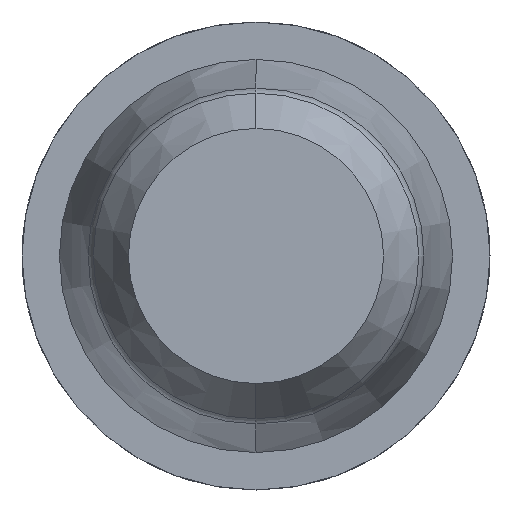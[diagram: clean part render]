
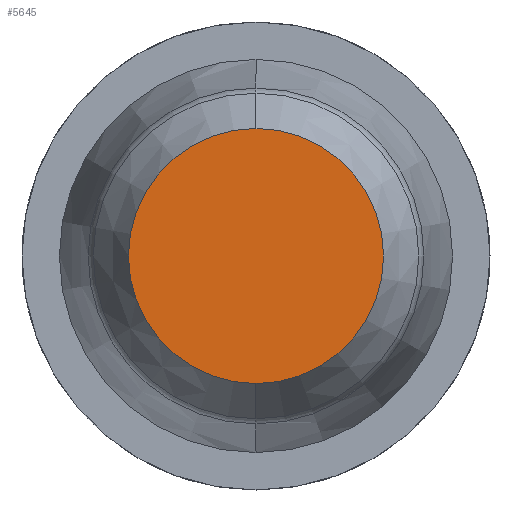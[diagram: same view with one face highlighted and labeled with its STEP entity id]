
A CAD part, front view. The second image highlights one B-rep face of the part: STEP entity #5645.
In plain terms, the highlighted planar face has unit normal (0, -1, 0).
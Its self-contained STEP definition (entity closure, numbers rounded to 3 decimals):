
#531 = VERTEX_POINT ( 'NONE', #900 ) ;
#632 = CARTESIAN_POINT ( 'NONE',  ( 0., -30.5, 0. ) ) ;
#900 = CARTESIAN_POINT ( 'NONE',  ( 0., -30.5, 0.627 ) ) ;
#912 = DIRECTION ( 'NONE',  ( 0., 0., 1. ) ) ;
#1063 = CARTESIAN_POINT ( 'NONE',  ( 0., -30.5, 0. ) ) ;
#1889 = DIRECTION ( 'NONE',  ( 0., 1., 0. ) ) ;
#1934 = CIRCLE ( 'NONE', #5277, 0.627 ) ;
#2309 = FACE_OUTER_BOUND ( 'NONE', #5023, .T. ) ;
#2483 = VERTEX_POINT ( 'NONE', #3367 ) ;
#2938 = AXIS2_PLACEMENT_3D ( 'NONE', #1063, #4438, #3942 ) ;
#3035 = ORIENTED_EDGE ( 'NONE', *, *, #4242, .F. ) ;
#3272 = PLANE ( 'NONE',  #5128 ) ;
#3367 = CARTESIAN_POINT ( 'NONE',  ( 0., -30.5, -0.627 ) ) ;
#3942 = DIRECTION ( 'NONE',  ( 0., 0., 1. ) ) ;
#4242 = EDGE_CURVE ( 'NONE', #531, #2483, #1934, .T. ) ;
#4421 = DIRECTION ( 'NONE',  ( 0., 0., 1. ) ) ;
#4438 = DIRECTION ( 'NONE',  ( 0., 1., 0. ) ) ;
#4574 = CIRCLE ( 'NONE', #2938, 0.627 ) ;
#5023 = EDGE_LOOP ( 'NONE', ( #3035, #5279 ) ) ;
#5128 = AXIS2_PLACEMENT_3D ( 'NONE', #5185, #1889, #912 ) ;
#5185 = CARTESIAN_POINT ( 'NONE',  ( 0., -30.5, 0. ) ) ;
#5277 = AXIS2_PLACEMENT_3D ( 'NONE', #632, #5805, #4421 ) ;
#5279 = ORIENTED_EDGE ( 'NONE', *, *, #5327, .F. ) ;
#5327 = EDGE_CURVE ( 'NONE', #2483, #531, #4574, .T. ) ;
#5645 = ADVANCED_FACE ( 'NONE', ( #2309 ), #3272, .F. ) ;
#5805 = DIRECTION ( 'NONE',  ( 0., 1., 0. ) ) ;
